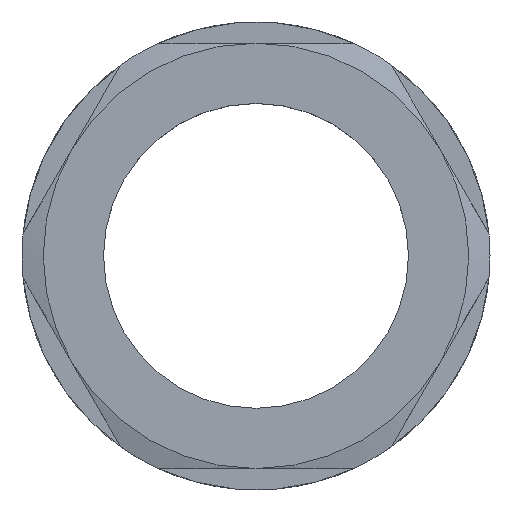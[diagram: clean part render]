
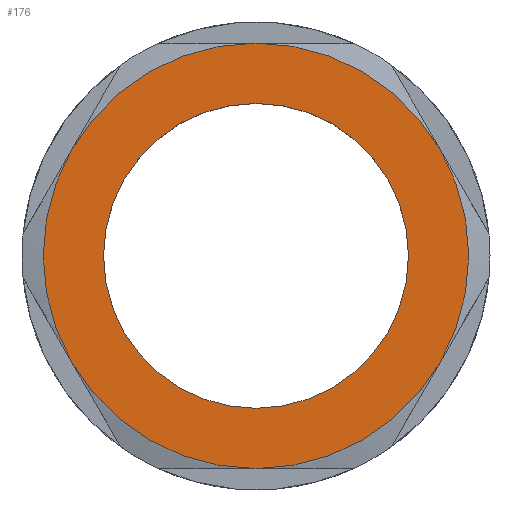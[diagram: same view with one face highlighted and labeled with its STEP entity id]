
A CAD part, top view. The second image highlights one B-rep face of the part: STEP entity #176.
In plain terms, the highlighted planar face has unit normal (0, 0, 1).
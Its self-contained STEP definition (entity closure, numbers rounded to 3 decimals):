
#19 = CARTESIAN_POINT ( 'NONE',  ( 12.99, -7.5, 3. ) ) ;
#30 = EDGE_CURVE ( 'NONE', #974, #1053, #701, .T. ) ;
#41 = CARTESIAN_POINT ( 'NONE',  ( 0., 0., 3. ) ) ;
#44 = CARTESIAN_POINT ( 'NONE',  ( 0., 0., 3. ) ) ;
#60 = DIRECTION ( 'NONE',  ( 0., 1., 0. ) ) ;
#119 = CIRCLE ( 'NONE', #473, 15. ) ;
#128 = PLANE ( 'NONE',  #761 ) ;
#133 = DIRECTION ( 'NONE',  ( 1., 0., 0. ) ) ;
#136 = DIRECTION ( 'NONE',  ( 0., 0., 1. ) ) ;
#138 = DIRECTION ( 'NONE',  ( 0., 1., 0. ) ) ;
#142 = DIRECTION ( 'NONE',  ( 0., 0., -1. ) ) ;
#144 = DIRECTION ( 'NONE',  ( 0., 0., -1. ) ) ;
#148 = CARTESIAN_POINT ( 'NONE',  ( 0., 0., 3. ) ) ;
#153 = AXIS2_PLACEMENT_3D ( 'NONE', #666, #663, #656 ) ;
#172 = CIRCLE ( 'NONE', #990, 10.75 ) ;
#176 = ADVANCED_FACE ( 'NONE', ( #565, #568 ), #128, .T. ) ;
#177 = CARTESIAN_POINT ( 'NONE',  ( -12.99, -7.5, 3. ) ) ;
#206 = EDGE_CURVE ( 'NONE', #366, #974, #576, .T. ) ;
#209 = CIRCLE ( 'NONE', #611, 15. ) ;
#224 = CIRCLE ( 'NONE', #153, 15. ) ;
#232 = CARTESIAN_POINT ( 'NONE',  ( 0., -15., 3. ) ) ;
#233 = DIRECTION ( 'NONE',  ( 0., 0., 1. ) ) ;
#242 = CIRCLE ( 'NONE', #325, 10.75 ) ;
#254 = CARTESIAN_POINT ( 'NONE',  ( -12.99, 7.5, 3. ) ) ;
#287 = DIRECTION ( 'NONE',  ( 0., 1., 0. ) ) ;
#295 = DIRECTION ( 'NONE',  ( 0., 0., -1. ) ) ;
#299 = CARTESIAN_POINT ( 'NONE',  ( 0., 0., 3. ) ) ;
#325 = AXIS2_PLACEMENT_3D ( 'NONE', #582, #578, #573 ) ;
#366 = VERTEX_POINT ( 'NONE', #232 ) ;
#371 = EDGE_CURVE ( 'NONE', #411, #366, #531, .T. ) ;
#378 = ORIENTED_EDGE ( 'NONE', *, *, #206, .F. ) ;
#408 = ORIENTED_EDGE ( 'NONE', *, *, #719, .F. ) ;
#411 = VERTEX_POINT ( 'NONE', #19 ) ;
#430 = DIRECTION ( 'NONE',  ( 0., 1., 0. ) ) ;
#441 = DIRECTION ( 'NONE',  ( 0., 0., -1. ) ) ;
#447 = CARTESIAN_POINT ( 'NONE',  ( 0., 0., 3. ) ) ;
#456 = AXIS2_PLACEMENT_3D ( 'NONE', #41, #142, #138 ) ;
#473 = AXIS2_PLACEMENT_3D ( 'NONE', #851, #813, #808 ) ;
#531 = CIRCLE ( 'NONE', #456, 15. ) ;
#532 = VERTEX_POINT ( 'NONE', #846 ) ;
#541 = CARTESIAN_POINT ( 'NONE',  ( 10.75, 0., 3. ) ) ;
#557 = CARTESIAN_POINT ( 'NONE',  ( 0., 0., 3. ) ) ;
#565 = FACE_BOUND ( 'NONE', #994, .T. ) ;
#568 = FACE_OUTER_BOUND ( 'NONE', #735, .T. ) ;
#573 = DIRECTION ( 'NONE',  ( 1., 0., 0. ) ) ;
#576 = CIRCLE ( 'NONE', #816, 15. ) ;
#578 = DIRECTION ( 'NONE',  ( 0., 0., 1. ) ) ;
#582 = CARTESIAN_POINT ( 'NONE',  ( 0., 0., 3. ) ) ;
#600 = EDGE_CURVE ( 'NONE', #887, #411, #224, .T. ) ;
#611 = AXIS2_PLACEMENT_3D ( 'NONE', #447, #441, #430 ) ;
#629 = ORIENTED_EDGE ( 'NONE', *, *, #896, .F. ) ;
#656 = DIRECTION ( 'NONE',  ( 0., 1., 0. ) ) ;
#663 = DIRECTION ( 'NONE',  ( 0., 0., -1. ) ) ;
#666 = CARTESIAN_POINT ( 'NONE',  ( 0., 0., 3. ) ) ;
#671 = ORIENTED_EDGE ( 'NONE', *, *, #371, .F. ) ;
#674 = EDGE_CURVE ( 'NONE', #913, #714, #242, .T. ) ;
#701 = CIRCLE ( 'NONE', #993, 15. ) ;
#714 = VERTEX_POINT ( 'NONE', #541 ) ;
#719 = EDGE_CURVE ( 'NONE', #532, #887, #209, .T. ) ;
#735 = EDGE_LOOP ( 'NONE', ( #408, #629, #821, #378, #671, #803 ) ) ;
#761 = AXIS2_PLACEMENT_3D ( 'NONE', #557, #233, #945 ) ;
#788 = EDGE_CURVE ( 'NONE', #714, #913, #172, .T. ) ;
#803 = ORIENTED_EDGE ( 'NONE', *, *, #600, .F. ) ;
#808 = DIRECTION ( 'NONE',  ( 0., 1., 0. ) ) ;
#813 = DIRECTION ( 'NONE',  ( 0., 0., -1. ) ) ;
#816 = AXIS2_PLACEMENT_3D ( 'NONE', #299, #295, #287 ) ;
#821 = ORIENTED_EDGE ( 'NONE', *, *, #30, .F. ) ;
#846 = CARTESIAN_POINT ( 'NONE',  ( 0., 15., 3. ) ) ;
#851 = CARTESIAN_POINT ( 'NONE',  ( 0., 0., 3. ) ) ;
#887 = VERTEX_POINT ( 'NONE', #930 ) ;
#896 = EDGE_CURVE ( 'NONE', #1053, #532, #119, .T. ) ;
#913 = VERTEX_POINT ( 'NONE', #927 ) ;
#927 = CARTESIAN_POINT ( 'NONE',  ( -10.75, 0., 3. ) ) ;
#930 = CARTESIAN_POINT ( 'NONE',  ( 12.99, 7.5, 3. ) ) ;
#945 = DIRECTION ( 'NONE',  ( 1., 0., 0. ) ) ;
#974 = VERTEX_POINT ( 'NONE', #177 ) ;
#990 = AXIS2_PLACEMENT_3D ( 'NONE', #148, #136, #133 ) ;
#993 = AXIS2_PLACEMENT_3D ( 'NONE', #44, #144, #60 ) ;
#994 = EDGE_LOOP ( 'NONE', ( #997, #1060 ) ) ;
#997 = ORIENTED_EDGE ( 'NONE', *, *, #788, .F. ) ;
#1053 = VERTEX_POINT ( 'NONE', #254 ) ;
#1060 = ORIENTED_EDGE ( 'NONE', *, *, #674, .F. ) ;
